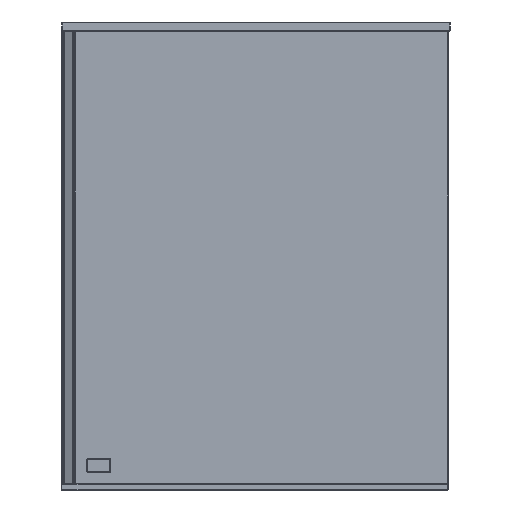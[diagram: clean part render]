
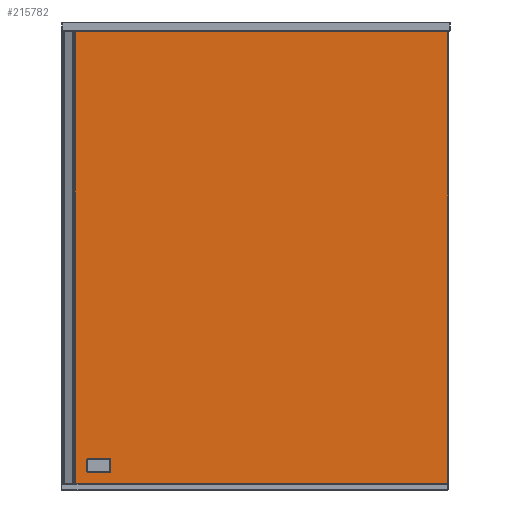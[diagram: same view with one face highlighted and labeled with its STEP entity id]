
A CAD part, left-side view. The second image highlights one B-rep face of the part: STEP entity #215782.
In plain terms, the highlighted free-form (B-spline) face has degree [1, 1] with [2, 2] control points.
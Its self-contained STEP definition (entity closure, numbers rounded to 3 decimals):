
#215489=CARTESIAN_POINT('',(2422.339,-446.489,582.5));
#215490=VERTEX_POINT('',#215489);
#215491=CARTESIAN_POINT('',(2422.339,33.056,582.5));
#215492=VERTEX_POINT('',#215491);
#215493=CARTESIAN_POINT('',(2422.339,-446.489,582.5));
#215494=DIRECTION('',(0.0,1.0,0.0));
#215495=VECTOR('',#215494,479.545);
#215496=LINE('',#215493,#215495);
#215497=EDGE_CURVE('',#215490,#215492,#215496,.T.);
#215537=CARTESIAN_POINT('',(2422.339,33.304,582.277));
#215538=VERTEX_POINT('',#215537);
#215539=CARTESIAN_POINT('',(2422.339,33.056,582.5));
#215540=DIRECTION('',(0.0,0.743,-0.669));
#215541=VECTOR('',#215540,0.333);
#215542=LINE('',#215539,#215541);
#215543=EDGE_CURVE('',#215492,#215538,#215542,.T.);
#215576=CARTESIAN_POINT('',(2422.339,33.304,0.723));
#215577=VERTEX_POINT('',#215576);
#215578=CARTESIAN_POINT('',(2422.339,33.304,582.277));
#215579=DIRECTION('',(0.0,0.0,-1.0));
#215580=VECTOR('',#215579,581.555);
#215581=LINE('',#215578,#215580);
#215582=EDGE_CURVE('',#215538,#215577,#215581,.T.);
#215608=CARTESIAN_POINT('',(2422.339,33.056,0.5));
#215609=VERTEX_POINT('',#215608);
#215616=CARTESIAN_POINT('',(2422.339,33.304,0.723));
#215617=DIRECTION('',(0.0,-0.743,-0.669));
#215618=VECTOR('',#215617,0.333);
#215619=LINE('',#215616,#215618);
#215620=EDGE_CURVE('',#215577,#215609,#215619,.T.);
#215638=CARTESIAN_POINT('',(2422.339,-446.489,0.5));
#215639=VERTEX_POINT('',#215638);
#215646=CARTESIAN_POINT('',(2422.339,33.056,0.5));
#215647=DIRECTION('',(0.0,-1.0,0.0));
#215648=VECTOR('',#215647,479.545);
#215649=LINE('',#215646,#215648);
#215650=EDGE_CURVE('',#215609,#215639,#215649,.T.);
#215663=CARTESIAN_POINT('',(2422.339,-446.696,0.707));
#215664=VERTEX_POINT('',#215663);
#215671=CARTESIAN_POINT('',(2422.339,-446.489,0.5));
#215672=DIRECTION('',(0.0,-0.707,0.707));
#215673=VECTOR('',#215672,0.293);
#215674=LINE('',#215671,#215673);
#215675=EDGE_CURVE('',#215639,#215664,#215674,.T.);
#215687=CARTESIAN_POINT('',(2422.339,-446.696,582.293));
#215688=VERTEX_POINT('',#215687);
#215695=CARTESIAN_POINT('',(2422.339,-446.696,0.707));
#215696=DIRECTION('',(0.0,0.0,1.0));
#215697=VECTOR('',#215696,581.586);
#215698=LINE('',#215695,#215697);
#215699=EDGE_CURVE('',#215664,#215688,#215698,.T.);
#215717=CARTESIAN_POINT('',(2422.339,-446.696,582.293));
#215718=DIRECTION('',(0.0,0.707,0.707));
#215719=VECTOR('',#215718,0.293);
#215720=LINE('',#215717,#215719);
#215721=EDGE_CURVE('',#215688,#215490,#215720,.T.);
#215767=CARTESIAN_POINT('',(2422.339,33.304,0.5));
#215768=CARTESIAN_POINT('',(2422.339,-446.696,0.5));
#215769=CARTESIAN_POINT('',(2422.339,33.304,582.5));
#215770=CARTESIAN_POINT('',(2422.339,-446.696,582.5));
#215771=B_SPLINE_SURFACE_WITH_KNOTS('',1,1,((#215767,#215769),(#215768,#215770)),.UNSPECIFIED.,.F.,.F.,.U.,(2,2),(2,2),(0.0,480.),(0.0,582.),.UNSPECIFIED.);
#215772=ORIENTED_EDGE('',*,*,#215497,.T.);
#215773=ORIENTED_EDGE('',*,*,#215543,.T.);
#215774=ORIENTED_EDGE('',*,*,#215582,.T.);
#215775=ORIENTED_EDGE('',*,*,#215620,.T.);
#215776=ORIENTED_EDGE('',*,*,#215650,.T.);
#215777=ORIENTED_EDGE('',*,*,#215675,.T.);
#215778=ORIENTED_EDGE('',*,*,#215699,.T.);
#215779=ORIENTED_EDGE('',*,*,#215721,.T.);
#215780=EDGE_LOOP('',(#215772,#215773,#215774,#215775,#215776,#215777,#215778,#215779));
#215781=FACE_OUTER_BOUND('',#215780,.T.);
#215782=ADVANCED_FACE('',(#215781),#215771,.T.);
